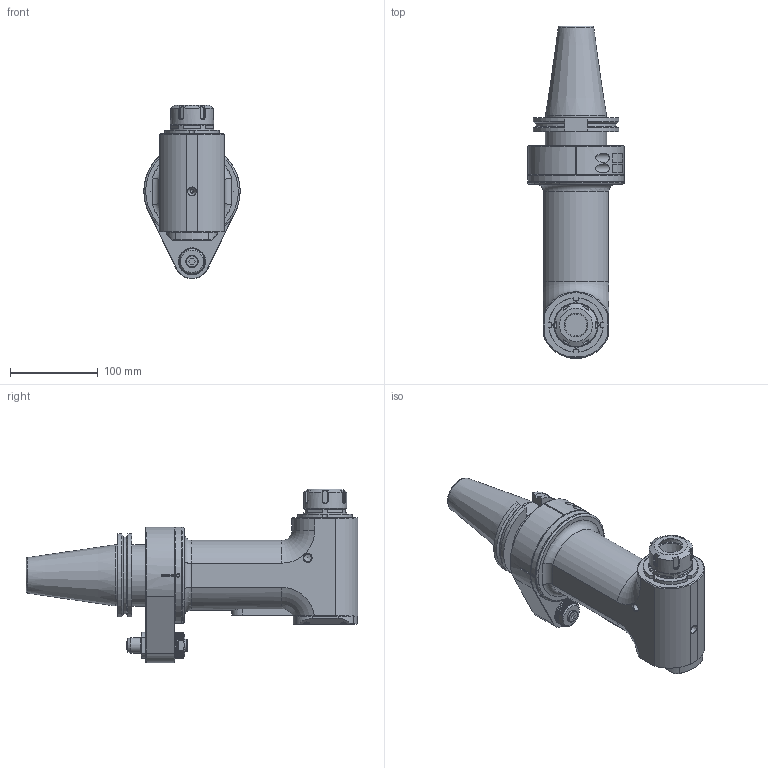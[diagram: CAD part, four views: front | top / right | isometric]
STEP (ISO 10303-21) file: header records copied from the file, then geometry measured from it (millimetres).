
FILE_DESCRIPTION(/* description */ (''),/* implementation_level */ '2;1');
FILE_NAME(/* name */ '9.G90.20LC0-15C50.stp',/* time_stamp */ '2025-03-12T14:47:26-04:00',/* author */ ('jkrenzer'),/* organization */ (''),/* preprocessor_version */ 'ST-DEVELOPER v18.1',/* originating_system */ 'Autodesk Inventor 2022',/* authorisation */ '');
FILE_SCHEMA (('AUTOMOTIVE_DESIGN { 1 0 10303 214 3 1 1 }'));
Length unit declared in the file: millimetre
Products named in the file (3): 9.G90.20LC0-15C50; 9_GA2_458_1 (Classic, Type 2, Cat50, 80mm); G90-20LC
Assembly tree (2 placements, depth 2):
  9.G90.20LC0-15C50
    9_GA2_458_1 (Classic, Type 2, Cat50, 80mm)
    G90-20LC
Bounding box: 110 x 379.3 x 198.43 mm (x, y, z)
Volume: 2097369.5 mm3; surface area: 225629.7 mm2
Topology: 4 solids, 6 shells, 1042 faces, 2757 edges, 1784 vertices
Faces by surface type: plane 545, cylinder 218, cone 178, bspline 84, torus 17
Full cylindrical faces by diameter (mm): 2 x3, 3.3 x3, 4 x3, 4.2 x2, 4.5 x2, 4.85 x1, 5 x16, 6 x2, 7 x8, 8 x8, 8.5 x4, 10 x4, 10.1 x1, 10.5 x2, 11 x2, 14 x2, 14.7 x2, 15 x1, 15.2 x1, 16 x1, 17 x1, 18 x3, 19 x1, 21.96 x1, 23.5 x1, 25 x3, 25.4 x1, 26.16 x1, 27 x1, 28.5 x1
Entity records: 35872 total; most frequent: CARTESIAN_POINT 10127, ORIENTED_EDGE 5471, DIRECTION 5252, EDGE_CURVE 2739, AXIS2_PLACEMENT_3D 1879, VERTEX_POINT 1784, LINE 1494, VECTOR 1494
